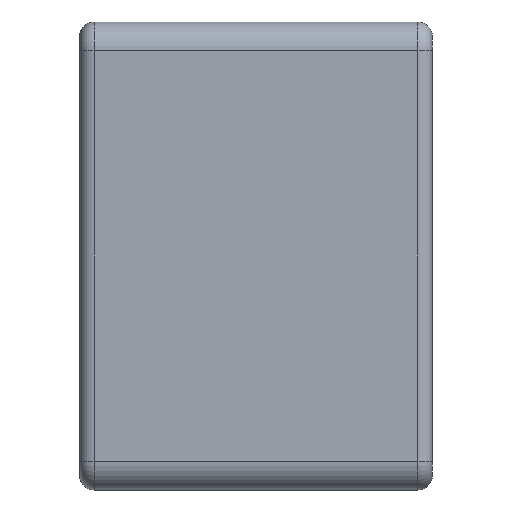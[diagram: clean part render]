
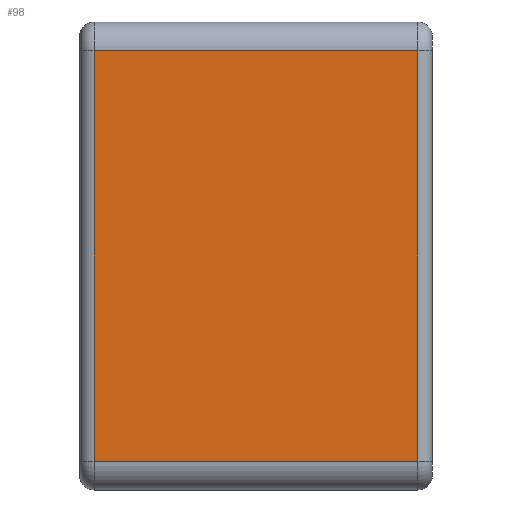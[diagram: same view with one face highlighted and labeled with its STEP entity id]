
A CAD part, left-side view. The second image highlights one B-rep face of the part: STEP entity #98.
In plain terms, the highlighted planar face has unit normal (-1, 0, 0).
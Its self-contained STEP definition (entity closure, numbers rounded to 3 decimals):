
#98 = ADVANCED_FACE( '', ( #213 ), #214, .T. );
#213 = FACE_OUTER_BOUND( '', #453, .T. );
#214 = PLANE( '', #454 );
#453 = EDGE_LOOP( '', ( #777, #778, #779, #780 ) );
#454 = AXIS2_PLACEMENT_3D( '', #781, #782, #783 );
#777 = ORIENTED_EDGE( '', *, *, #1331, .F. );
#778 = ORIENTED_EDGE( '', *, *, #1280, .T. );
#779 = ORIENTED_EDGE( '', *, *, #1322, .T. );
#780 = ORIENTED_EDGE( '', *, *, #1332, .T. );
#781 = CARTESIAN_POINT( '', ( -10.1, -6.1, -7.1 ) );
#782 = DIRECTION( '', ( -1., 0., 0. ) );
#783 = DIRECTION( '', ( 0., 0., 1. ) );
#1280 = EDGE_CURVE( '', #1492, #1496, #1498, .T. );
#1322 = EDGE_CURVE( '', #1496, #1532, #1571, .T. );
#1331 = EDGE_CURVE( '', #1492, #1584, #1585, .T. );
#1332 = EDGE_CURVE( '', #1532, #1584, #1586, .F. );
#1492 = VERTEX_POINT( '', #1919 );
#1496 = VERTEX_POINT( '', #1924 );
#1498 = LINE( '', #1926, #1927 );
#1532 = VERTEX_POINT( '', #1972 );
#1571 = LINE( '', #2041, #2042 );
#1584 = VERTEX_POINT( '', #2059 );
#1585 = LINE( '', #2060, #2061 );
#1586 = LINE( '', #2062, #2063 );
#1919 = CARTESIAN_POINT( '', ( -10.1, -5.6, -7.1 ) );
#1924 = CARTESIAN_POINT( '', ( -10.1, -5.6, 7.1 ) );
#1926 = CARTESIAN_POINT( '', ( -10.1, -5.6, 7.1 ) );
#1927 = VECTOR( '', #2380, 1000. );
#1972 = CARTESIAN_POINT( '', ( -10.1, 5.6, 7.1 ) );
#2041 = CARTESIAN_POINT( '', ( -10.1, -6.1, 7.1 ) );
#2042 = VECTOR( '', #2457, 1000. );
#2059 = CARTESIAN_POINT( '', ( -10.1, 5.6, -7.1 ) );
#2060 = CARTESIAN_POINT( '', ( -10.1, -6.1, -7.1 ) );
#2061 = VECTOR( '', #2474, 1000. );
#2062 = CARTESIAN_POINT( '', ( -10.1, 5.6, -7.1 ) );
#2063 = VECTOR( '', #2475, 1000. );
#2380 = DIRECTION( '', ( 0., 0., 1. ) );
#2457 = DIRECTION( '', ( 0., 1., 0. ) );
#2474 = DIRECTION( '', ( 0., 1., 0. ) );
#2475 = DIRECTION( '', ( 0., 0., 1. ) );
